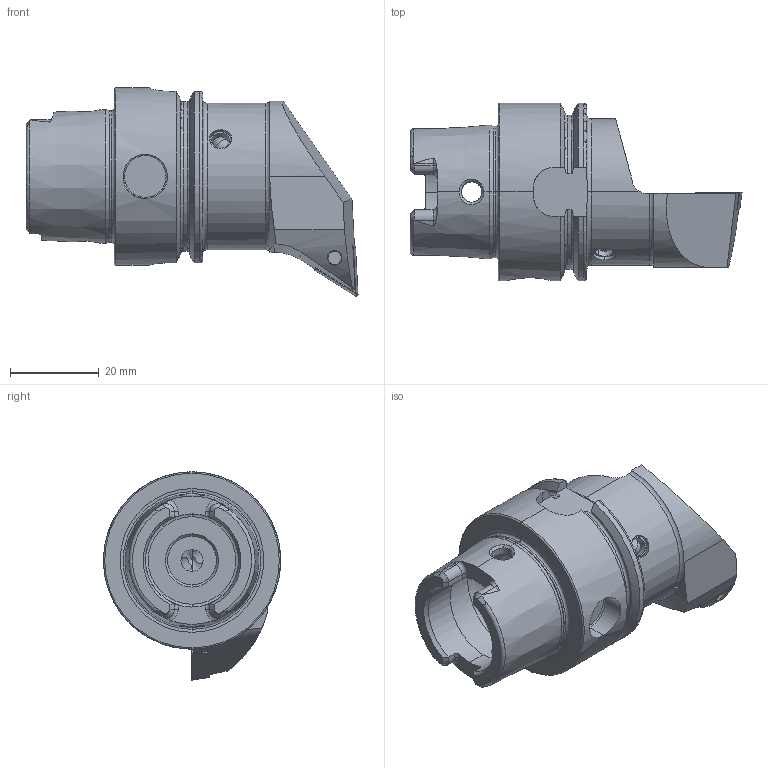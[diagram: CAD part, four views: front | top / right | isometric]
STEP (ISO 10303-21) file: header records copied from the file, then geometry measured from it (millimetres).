
FILE_DESCRIPTION (( 'STEP AP214' ), '1' );
FILE_NAME ('HA4.KDB.RUA.055.STEP', '2020-09-17T06:45:49', ( '' ), ( '' ), 'SwSTEP 2.0', 'SolidWorks 2017', '' );
FILE_SCHEMA (( 'AUTOMOTIVE_DESIGN' ));
Length unit declared in the file: millimetre
Products named in the file (5): DCMT11T304; KVT_MB_600_050; WCB-ER2.001.009_A; HA4-KDB.RUA.055_B_Fertigbearbeitung; HA4.KDB.RUA.055
Assembly tree (4 placements, depth 2):
  HA4.KDB.RUA.055
    HA4-KDB.RUA.055_B_Fertigbearbeitung
    WCB-ER2.001.009_A
    DCMT11T304
    KVT_MB_600_050
Bounding box: 74.9 x 40 x 47 mm (x, y, z)
Volume: 41293 mm3; surface area: 13803.6 mm2
Topology: 5 solids, 5 shells, 312 faces, 803 edges, 492 vertices
Faces by surface type: cylinder 91, plane 80, cone 77, torus 40, bspline 20, sphere 4
Entity records: 12631 total; most frequent: CARTESIAN_POINT 4028, ORIENTED_EDGE 1576, DIRECTION 1428, EDGE_CURVE 788, AXIS2_PLACEMENT_3D 571, VERTEX_POINT 489, EDGE_LOOP 327, FACE_OUTER_BOUND 312
